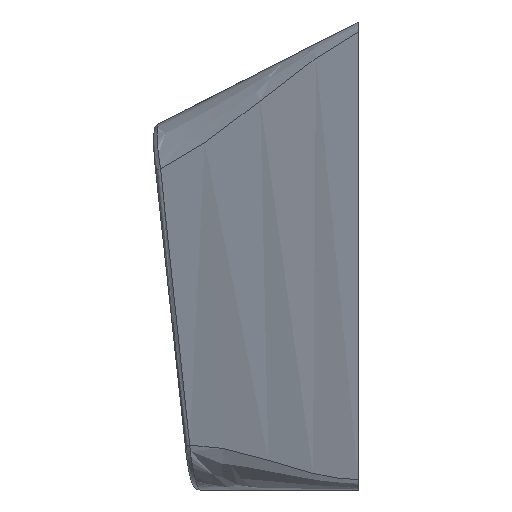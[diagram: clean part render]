
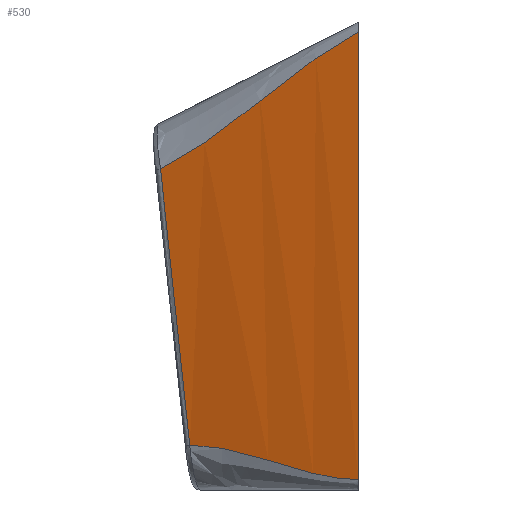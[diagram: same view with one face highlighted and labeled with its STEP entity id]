
A CAD part, left-side view. The second image highlights one B-rep face of the part: STEP entity #530.
In plain terms, the highlighted free-form (B-spline) face has degree [3, 1] with [6, 2] control points.
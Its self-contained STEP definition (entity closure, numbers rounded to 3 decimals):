
#309=VERTEX_POINT('',#310);
#310=CARTESIAN_POINT('',(0.0,0.0,-0.378));
#322=EDGE_CURVE('',#309,#323,#325,.F.);
#323=VERTEX_POINT('',#324);
#324=CARTESIAN_POINT('',(0.0,0.0,-17.6));
#325=LINE('',#326,#327);
#326=CARTESIAN_POINT('',(0.0,0.0,0.0));
#327=VECTOR('',#328,1.0);
#328=DIRECTION('',(0.0,0.0,1.0));
#530=ADVANCED_FACE('',(#531),#646,.F.);
#531=FACE_BOUND('',#532,.T.);
#532=EDGE_LOOP('',(#533,#579,#594,#645));
#533=ORIENTED_EDGE('',*,*,#534,.T.);
#534=EDGE_CURVE('',#309,#535,#537,.T.);
#535=VERTEX_POINT('',#536);
#536=CARTESIAN_POINT('',(2.921,7.613,-5.653));
#537=B_SPLINE_CURVE_WITH_KNOTS('',4,(#538,#539,#540,#541,#542,#543,#544,#545,#546,#547,#548,#549,#550,#551,#552,#553,#554,#555,#556,#557,#558,#559,#560,#561,#562,#563,#564,#565,#566,#567,#568,#569,#570,#571,#572,#573,#574,#575,#576,#577,#578),.UNSPECIFIED.,.F.,.U.,(5,4,4,4,4,4,4,4,4,4,5),(0.0,0.125,0.25,0.375,0.5,0.625,0.75,0.875,0.938,0.969,0.977),.UNSPECIFIED.);
#538=CARTESIAN_POINT('',(0.,0.,-0.378));
#539=CARTESIAN_POINT('',(0.093,0.248,-0.509));
#540=CARTESIAN_POINT('',(0.188,0.499,-0.652));
#541=CARTESIAN_POINT('',(0.284,0.754,-0.807));
#542=CARTESIAN_POINT('',(0.382,1.013,-0.974));
#543=CARTESIAN_POINT('',(0.47,1.247,-1.124));
#544=CARTESIAN_POINT('',(0.561,1.488,-1.287));
#545=CARTESIAN_POINT('',(0.655,1.736,-1.462));
#546=CARTESIAN_POINT('',(0.751,1.99,-1.647));
#547=CARTESIAN_POINT('',(0.834,2.208,-1.806));
#548=CARTESIAN_POINT('',(0.922,2.439,-1.98));
#549=CARTESIAN_POINT('',(1.016,2.685,-2.169));
#550=CARTESIAN_POINT('',(1.115,2.945,-2.372));
#551=CARTESIAN_POINT('',(1.182,3.119,-2.508));
#552=CARTESIAN_POINT('',(1.264,3.334,-2.678));
#553=CARTESIAN_POINT('',(1.363,3.591,-2.883));
#554=CARTESIAN_POINT('',(1.478,3.889,-3.119));
#555=CARTESIAN_POINT('',(1.609,4.229,-3.388));
#556=CARTESIAN_POINT('',(1.713,4.499,-3.6));
#557=CARTESIAN_POINT('',(1.792,4.702,-3.757));
#558=CARTESIAN_POINT('',(1.844,4.837,-3.86));
#559=CARTESIAN_POINT('',(1.948,5.106,-4.065));
#560=CARTESIAN_POINT('',(2.045,5.356,-4.25));
#561=CARTESIAN_POINT('',(2.135,5.587,-4.417));
#562=CARTESIAN_POINT('',(2.218,5.8,-4.565));
#563=CARTESIAN_POINT('',(2.32,6.063,-4.748));
#564=CARTESIAN_POINT('',(2.419,6.316,-4.915));
#565=CARTESIAN_POINT('',(2.513,6.559,-5.067));
#566=CARTESIAN_POINT('',(2.603,6.791,-5.204));
#567=CARTESIAN_POINT('',(2.651,6.916,-5.278));
#568=CARTESIAN_POINT('',(2.7,7.042,-5.35));
#569=CARTESIAN_POINT('',(2.75,7.171,-5.421));
#570=CARTESIAN_POINT('',(2.8,7.302,-5.49));
#571=CARTESIAN_POINT('',(2.815,7.339,-5.51));
#572=CARTESIAN_POINT('',(2.836,7.395,-5.539));
#573=CARTESIAN_POINT('',(2.865,7.469,-5.578));
#574=CARTESIAN_POINT('',(2.9,7.56,-5.625));
#575=CARTESIAN_POINT('',(2.905,7.572,-5.631));
#576=CARTESIAN_POINT('',(2.91,7.585,-5.638));
#577=CARTESIAN_POINT('',(2.915,7.599,-5.645));
#578=CARTESIAN_POINT('',(2.921,7.613,-5.653));
#579=ORIENTED_EDGE('',*,*,#580,.T.);
#580=EDGE_CURVE('',#535,#581,#583,.T.);
#581=VERTEX_POINT('',#582);
#582=CARTESIAN_POINT('',(2.912,6.489,-16.276));
#583=B_SPLINE_CURVE_WITH_KNOTS('',3,(#584,#585,#586,#587,#588,#589,#590,#591,#592,#593),.UNSPECIFIED.,.F.,.U.,(4,2,2,2,4),(-4.745,0.,5.938,10.683,15.427),.UNSPECIFIED.);
#584=CARTESIAN_POINT('',(2.924,8.114,-0.935));
#585=CARTESIAN_POINT('',(2.923,7.947,-2.507));
#586=CARTESIAN_POINT('',(2.922,7.78,-4.08));
#587=CARTESIAN_POINT('',(2.919,7.404,-7.621));
#588=CARTESIAN_POINT('',(2.918,7.196,-9.589));
#589=CARTESIAN_POINT('',(2.915,6.821,-13.13));
#590=CARTESIAN_POINT('',(2.914,6.655,-14.703));
#591=CARTESIAN_POINT('',(2.911,6.323,-17.849));
#592=CARTESIAN_POINT('',(2.91,6.157,-19.422));
#593=CARTESIAN_POINT('',(2.909,5.992,-20.995));
#594=ORIENTED_EDGE('',*,*,#595,.T.);
#595=EDGE_CURVE('',#581,#323,#596,.T.);
#596=B_SPLINE_CURVE_WITH_KNOTS('',4,(#597,#598,#599,#600,#601,#602,#603,#604,#605,#606,#607,#608,#609,#610,#611,#612,#613,#614,#615,#616,#617,#618,#619,#620,#621,#622,#623,#624,#625,#626,#627,#628,#629,#630,#631,#632,#633,#634,#635,#636,#637,#638,#639,#640,#641,#642,#643,#644),.UNSPECIFIED.,.F.,.U.,(5,4,4,4,4,4,4,4,3,4,4,4,5),(0.027,0.031,0.063,0.125,0.25,0.375,0.438,0.5,0.505,0.625,0.75,0.875,1.0),.UNSPECIFIED.);
#597=CARTESIAN_POINT('',(2.912,6.489,-16.276));
#598=CARTESIAN_POINT('',(2.911,6.485,-16.276));
#599=CARTESIAN_POINT('',(2.909,6.482,-16.276));
#600=CARTESIAN_POINT('',(2.908,6.479,-16.276));
#601=CARTESIAN_POINT('',(2.907,6.476,-16.276));
#602=CARTESIAN_POINT('',(2.883,6.424,-16.276));
#603=CARTESIAN_POINT('',(2.86,6.372,-16.276));
#604=CARTESIAN_POINT('',(2.837,6.319,-16.277));
#605=CARTESIAN_POINT('',(2.813,6.267,-16.279));
#606=CARTESIAN_POINT('',(2.769,6.166,-16.282));
#607=CARTESIAN_POINT('',(2.723,6.062,-16.288));
#608=CARTESIAN_POINT('',(2.676,5.956,-16.297));
#609=CARTESIAN_POINT('',(2.628,5.848,-16.308));
#610=CARTESIAN_POINT('',(2.544,5.657,-16.327));
#611=CARTESIAN_POINT('',(2.454,5.454,-16.356));
#612=CARTESIAN_POINT('',(2.359,5.239,-16.393));
#613=CARTESIAN_POINT('',(2.259,5.011,-16.441));
#614=CARTESIAN_POINT('',(2.181,4.837,-16.478));
#615=CARTESIAN_POINT('',(2.094,4.639,-16.525));
#616=CARTESIAN_POINT('',(1.997,4.418,-16.581));
#617=CARTESIAN_POINT('',(1.889,4.176,-16.649));
#618=CARTESIAN_POINT('',(1.854,4.097,-16.671));
#619=CARTESIAN_POINT('',(1.812,4.002,-16.698));
#620=CARTESIAN_POINT('',(1.762,3.888,-16.731));
#621=CARTESIAN_POINT('',(1.704,3.758,-16.77));
#622=CARTESIAN_POINT('',(1.633,3.599,-16.818));
#623=CARTESIAN_POINT('',(1.578,3.477,-16.855));
#624=CARTESIAN_POINT('',(1.54,3.39,-16.882));
#625=CARTESIAN_POINT('',(1.517,3.34,-16.897));
#626=CARTESIAN_POINT('',(1.513,3.33,-16.9));
#627=CARTESIAN_POINT('',(1.509,3.321,-16.903));
#628=CARTESIAN_POINT('',(1.504,3.311,-16.906));
#629=CARTESIAN_POINT('',(1.396,3.068,-16.981));
#630=CARTESIAN_POINT('',(1.302,2.858,-17.046));
#631=CARTESIAN_POINT('',(1.217,2.671,-17.103));
#632=CARTESIAN_POINT('',(1.143,2.505,-17.152));
#633=CARTESIAN_POINT('',(1.041,2.28,-17.218));
#634=CARTESIAN_POINT('',(0.944,2.066,-17.278));
#635=CARTESIAN_POINT('',(0.852,1.863,-17.332));
#636=CARTESIAN_POINT('',(0.764,1.67,-17.378));
#637=CARTESIAN_POINT('',(0.665,1.451,-17.43));
#638=CARTESIAN_POINT('',(0.568,1.239,-17.475));
#639=CARTESIAN_POINT('',(0.474,1.033,-17.511));
#640=CARTESIAN_POINT('',(0.383,0.835,-17.539));
#641=CARTESIAN_POINT('',(0.286,0.623,-17.569));
#642=CARTESIAN_POINT('',(0.19,0.413,-17.589));
#643=CARTESIAN_POINT('',(0.095,0.206,-17.6));
#644=CARTESIAN_POINT('',(0.,0.,-17.6));
#645=ORIENTED_EDGE('',*,*,#322,.F.);
#646=B_SPLINE_SURFACE_WITH_KNOTS('',3,1,((#647,#648),(#649,#650),(#651,#652),(#653,#654),(#655,#656),(#657,#658)),.UNSPECIFIED.,.F.,.F.,.U.,(4,2,4),(2,2),(0.0,0.5,1.0),(0.0,1.0),.UNSPECIFIED.);
#647=CARTESIAN_POINT('',(3.0,8.0,-4.081));
#648=CARTESIAN_POINT('',(3.0,6.5,-18.0));
#649=CARTESIAN_POINT('',(2.5,6.667,-3.4));
#650=CARTESIAN_POINT('',(2.5,5.417,-18.0));
#651=CARTESIAN_POINT('',(2.0,5.333,-2.72));
#652=CARTESIAN_POINT('',(2.0,4.333,-18.0));
#653=CARTESIAN_POINT('',(1.0,2.667,-1.36));
#654=CARTESIAN_POINT('',(1.0,2.167,-18.0));
#655=CARTESIAN_POINT('',(0.5,1.333,-0.68));
#656=CARTESIAN_POINT('',(0.5,1.083,-18.0));
#657=CARTESIAN_POINT('',(0.0,0.0,0.0));
#658=CARTESIAN_POINT('',(0.0,0.0,-18.0));
